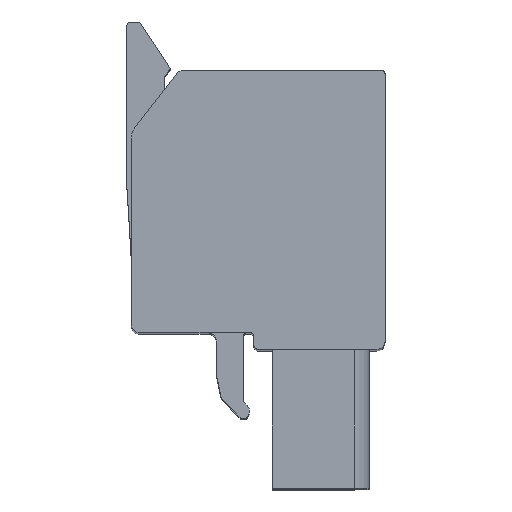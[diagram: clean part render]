
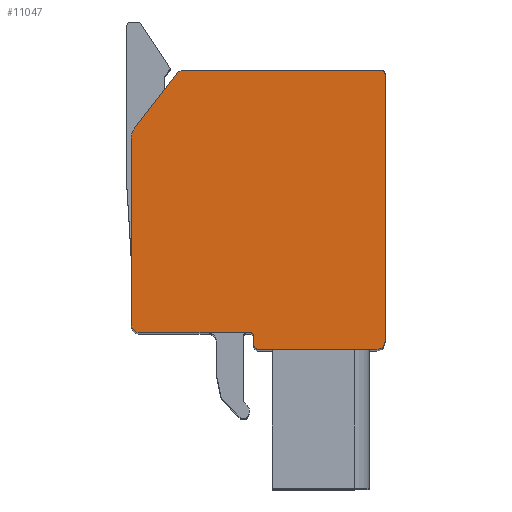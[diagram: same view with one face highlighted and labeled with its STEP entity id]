
A CAD part, top view. The second image highlights one B-rep face of the part: STEP entity #11047.
In plain terms, the highlighted planar face has unit normal (0, 0, 1).
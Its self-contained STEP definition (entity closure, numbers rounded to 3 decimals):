
#316=DIRECTION('',(1.,0.,0.));
#317=VECTOR('',#316,7.05);
#318=CARTESIAN_POINT('',(9.402,11.784,2.94));
#319=LINE('',#318,#317);
#1351=CARTESIAN_POINT('',(9.402,12.084,2.94));
#1352=DIRECTION('',(0.,0.,1.));
#1353=DIRECTION('',(-1.,0.,0.));
#1354=AXIS2_PLACEMENT_3D('',#1351,#1352,#1353);
#1356=DIRECTION('',(0.,-1.,0.));
#1357=VECTOR('',#1356,0.5);
#1358=CARTESIAN_POINT('',(9.102,12.584,2.94));
#1359=LINE('',#1358,#1357);
#1360=CARTESIAN_POINT('',(8.902,12.584,2.94));
#1361=DIRECTION('',(0.,0.,-1.));
#1362=DIRECTION('',(0.,1.,0.));
#1363=AXIS2_PLACEMENT_3D('',#1360,#1361,#1362);
#1365=DIRECTION('',(1.,0.,0.));
#1366=VECTOR('',#1365,6.61);
#1367=CARTESIAN_POINT('',(2.292,12.784,2.94));
#1368=LINE('',#1367,#1366);
#1369=CARTESIAN_POINT('',(2.292,13.284,2.94));
#1370=DIRECTION('',(0.,0.,1.));
#1371=DIRECTION('',(-1.,0.,0.));
#1372=AXIS2_PLACEMENT_3D('',#1369,#1370,#1371);
#1374=DIRECTION('',(0.,-1.,0.));
#1375=VECTOR('',#1374,11.132);
#1376=CARTESIAN_POINT('',(1.792,24.416,2.94));
#1377=LINE('',#1376,#1375);
#1378=CARTESIAN_POINT('',(2.792,24.416,2.94));
#1379=DIRECTION('',(0.,0.,1.));
#1380=DIRECTION('',(-0.789,0.614,0.));
#1381=AXIS2_PLACEMENT_3D('',#1378,#1379,#1380);
#1383=DIRECTION('',(-0.614,-0.789,0.));
#1384=VECTOR('',#1383,4.1);
#1385=CARTESIAN_POINT('',(4.52,28.266,2.94));
#1386=LINE('',#1385,#1384);
#1387=CARTESIAN_POINT('',(4.915,27.959,2.94));
#1388=DIRECTION('',(0.,0.,1.));
#1389=DIRECTION('',(0.,1.,0.));
#1390=AXIS2_PLACEMENT_3D('',#1387,#1388,#1389);
#1392=DIRECTION('',(-1.,0.,0.));
#1393=VECTOR('',#1392,11.838);
#1394=CARTESIAN_POINT('',(16.752,28.459,2.94));
#1395=LINE('',#1394,#1393);
#1396=CARTESIAN_POINT('',(16.752,28.259,2.94));
#1397=DIRECTION('',(0.,0.,1.));
#1398=DIRECTION('',(1.,0.,0.));
#1399=AXIS2_PLACEMENT_3D('',#1396,#1397,#1398);
#1401=DIRECTION('',(0.,1.,0.));
#1402=VECTOR('',#1401,15.975);
#1403=CARTESIAN_POINT('',(16.952,12.284,2.94));
#1404=LINE('',#1403,#1402);
#1405=CARTESIAN_POINT('',(16.452,12.284,2.94));
#1406=DIRECTION('',(0.,0.,1.));
#1407=DIRECTION('',(0.,-1.,0.));
#1408=AXIS2_PLACEMENT_3D('',#1405,#1406,#1407);
#7055=CARTESIAN_POINT('',(2.003,25.03,2.94));
#7056=CARTESIAN_POINT('',(1.792,24.416,2.94));
#7057=VERTEX_POINT('',#7055);
#7058=VERTEX_POINT('',#7056);
#7059=CARTESIAN_POINT('',(1.792,13.284,2.94));
#7060=VERTEX_POINT('',#7059);
#7061=CARTESIAN_POINT('',(2.292,12.784,2.94));
#7062=VERTEX_POINT('',#7061);
#7063=CARTESIAN_POINT('',(8.902,12.784,2.94));
#7064=VERTEX_POINT('',#7063);
#7065=CARTESIAN_POINT('',(9.102,12.584,2.94));
#7066=VERTEX_POINT('',#7065);
#7067=CARTESIAN_POINT('',(9.102,12.084,2.94));
#7068=VERTEX_POINT('',#7067);
#7069=CARTESIAN_POINT('',(9.402,11.784,2.94));
#7070=VERTEX_POINT('',#7069);
#7071=CARTESIAN_POINT('',(16.452,11.784,2.94));
#7072=CARTESIAN_POINT('',(16.952,12.284,2.94));
#7073=VERTEX_POINT('',#7071);
#7074=VERTEX_POINT('',#7072);
#7075=CARTESIAN_POINT('',(16.952,28.259,2.94));
#7076=VERTEX_POINT('',#7075);
#7077=CARTESIAN_POINT('',(16.752,28.459,2.94));
#7078=VERTEX_POINT('',#7077);
#7079=CARTESIAN_POINT('',(4.915,28.459,2.94));
#7080=VERTEX_POINT('',#7079);
#7081=CARTESIAN_POINT('',(4.52,28.266,2.94));
#7082=VERTEX_POINT('',#7081);
#11013=CARTESIAN_POINT('',(0.,0.,2.94));
#11014=DIRECTION('',(0.,0.,1.));
#11015=DIRECTION('',(1.,0.,0.));
#11016=AXIS2_PLACEMENT_3D('',#11013,#11014,#11015);
#11017=PLANE('',#11016);
#11018=ORIENTED_EDGE('',*,*,#9096,.F.);
#11020=ORIENTED_EDGE('',*,*,#11019,.F.);
#11022=ORIENTED_EDGE('',*,*,#11021,.F.);
#11024=ORIENTED_EDGE('',*,*,#11023,.F.);
#11026=ORIENTED_EDGE('',*,*,#11025,.F.);
#11028=ORIENTED_EDGE('',*,*,#11027,.F.);
#11030=ORIENTED_EDGE('',*,*,#11029,.F.);
#11032=ORIENTED_EDGE('',*,*,#11031,.F.);
#11034=ORIENTED_EDGE('',*,*,#11033,.F.);
#11036=ORIENTED_EDGE('',*,*,#11035,.F.);
#11038=ORIENTED_EDGE('',*,*,#11037,.F.);
#11040=ORIENTED_EDGE('',*,*,#11039,.F.);
#11042=ORIENTED_EDGE('',*,*,#11041,.F.);
#11044=ORIENTED_EDGE('',*,*,#11043,.F.);
#11045=EDGE_LOOP('',(#11018,#11020,#11022,#11024,#11026,#11028,#11030,#11032,
#11034,#11036,#11038,#11040,#11042,#11044));
#11046=FACE_OUTER_BOUND('',#11045,.F.);
#11047=ADVANCED_FACE('',(#11046),#11017,.T.);
#1355=CIRCLE('',#1354,0.3);
#1364=CIRCLE('',#1363,0.2);
#1373=CIRCLE('',#1372,0.5);
#1382=CIRCLE('',#1381,1.);
#1391=CIRCLE('',#1390,0.5);
#1400=CIRCLE('',#1399,0.2);
#1409=CIRCLE('',#1408,0.5);
#9096=EDGE_CURVE('',#7070,#7073,#319,.T.);
#11019=EDGE_CURVE('',#7068,#7070,#1355,.T.);
#11021=EDGE_CURVE('',#7066,#7068,#1359,.T.);
#11023=EDGE_CURVE('',#7064,#7066,#1364,.T.);
#11025=EDGE_CURVE('',#7062,#7064,#1368,.T.);
#11027=EDGE_CURVE('',#7060,#7062,#1373,.T.);
#11029=EDGE_CURVE('',#7058,#7060,#1377,.T.);
#11031=EDGE_CURVE('',#7057,#7058,#1382,.T.);
#11033=EDGE_CURVE('',#7082,#7057,#1386,.T.);
#11035=EDGE_CURVE('',#7080,#7082,#1391,.T.);
#11037=EDGE_CURVE('',#7078,#7080,#1395,.T.);
#11039=EDGE_CURVE('',#7076,#7078,#1400,.T.);
#11041=EDGE_CURVE('',#7074,#7076,#1404,.T.);
#11043=EDGE_CURVE('',#7073,#7074,#1409,.T.);
